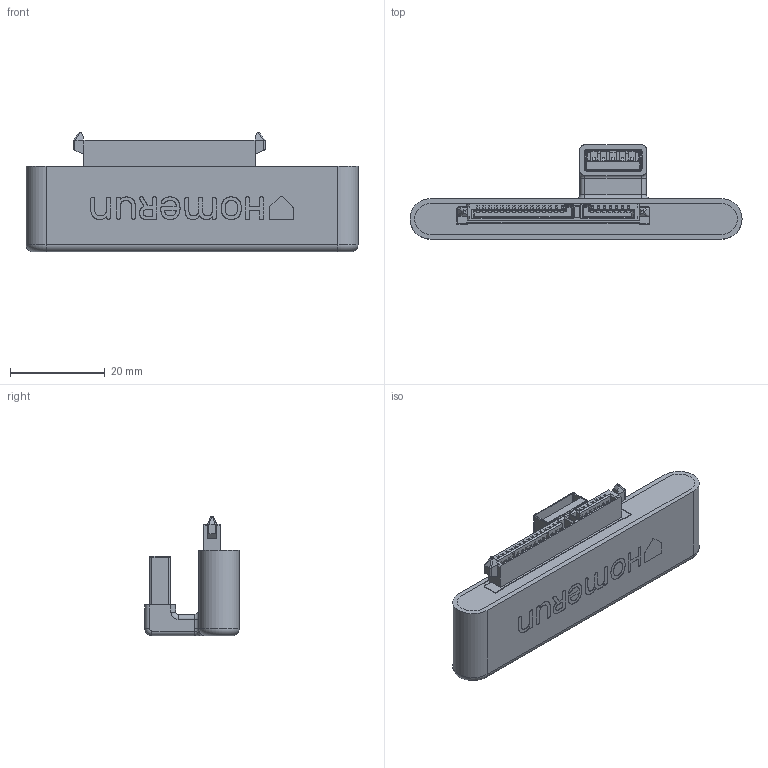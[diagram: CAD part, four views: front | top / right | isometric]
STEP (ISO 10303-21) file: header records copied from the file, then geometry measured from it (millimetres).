
FILE_DESCRIPTION (( 'STEP AP214' ), '1' );
FILE_NAME ('Adapter.STEP', '2023-09-17T11:43:33', ( '' ), ( '' ), 'SwSTEP 2.0', 'SolidWorks 2015', '' );
FILE_SCHEMA (( 'AUTOMOTIVE_DESIGN' ));
Length unit declared in the file: millimetre
Products named in the file (1): Adapter
Bounding box: 70 x 19.9 x 25.2 mm (x, y, z)
Volume: 10993.6 mm3; surface area: 14594.4 mm2
Topology: 10 solids, 10 shells, 1207 faces, 4788 edges, 3567 vertices
Faces by surface type: plane 972, cylinder 190, torus 27, bspline 14, cone 4
Entity records: 52823 total; most frequent: CARTESIAN_POINT 10086, ORIENTED_EDGE 9568, DIRECTION 8874, EDGE_CURVE 4784, VERTEX_POINT 3567, VECTOR 2988, LINE 2988, AXIS2_PLACEMENT_3D 2943
